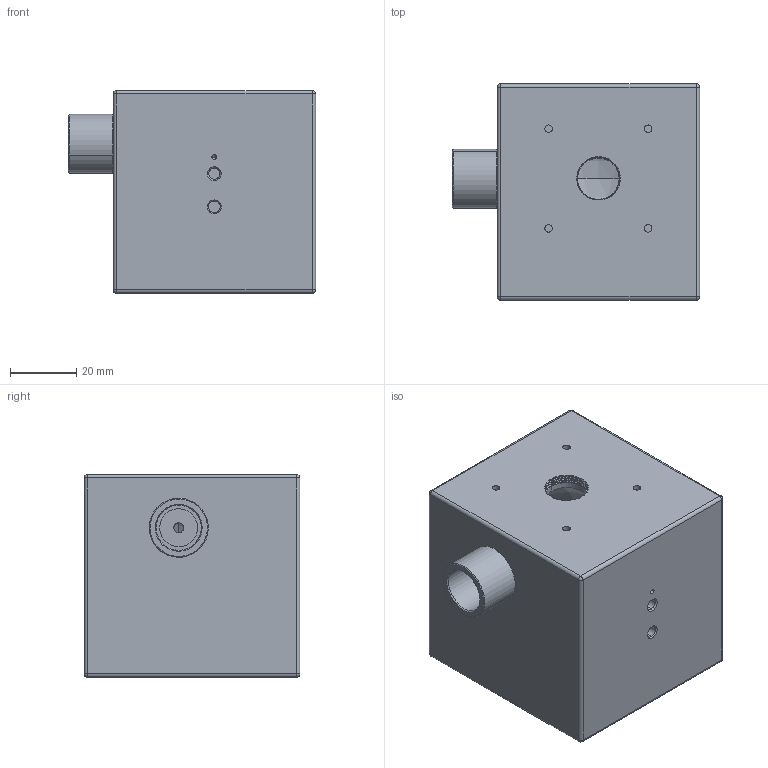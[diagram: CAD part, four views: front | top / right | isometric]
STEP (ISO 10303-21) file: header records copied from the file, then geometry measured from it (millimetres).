
FILE_DESCRIPTION (( 'STEP AP203' ), '1' );
FILE_NAME ('17553-E01.STEP', '2014-10-20T06:14:53', ( '' ), ( '' ), 'SwSTEP 2.0', 'SolidWorks 2014', '' );
FILE_SCHEMA (( 'CONFIG_CONTROL_DESIGN' ));
Length unit declared in the file: millimetre
Products named in the file (7): Body2inch; Sphere2Inch; Sphere2Inch_Teil2-4Port; Cover2inch 4port; Countersunk Flat Head Cross Recess Screw_DIN_ISO 7046-1 - M2.5 x 8 - Z --- 8N; SM05L05-Solidworks; 17553-E01
Assembly tree (9 placements, depth 2):
  17553-E01
    Body2inch
    Sphere2Inch
    Sphere2Inch_Teil2-4Port
    Cover2inch 4port
    Countersunk Flat Head Cross Recess Screw_DIN_ISO 7046-1 - M2.5 x 8 - Z --- 8N  x4
    SM05L05-Solidworks
Bounding box: 74.46 x 65 x 61.05 mm (x, y, z)
Volume: 221223.9 mm3; surface area: 83380.5 mm2
Topology: 10 solids, 10 shells, 1287 faces, 3493 edges, 2258 vertices
Faces by surface type: plane 890, cylinder 153, bspline 136, cone 86, sphere 14, torus 8
Entity records: 47233 total; most frequent: CARTESIAN_POINT 17576, ORIENTED_EDGE 6370, DIRECTION 5265, EDGE_CURVE 3185, VECTOR 2533, LINE 2533, VERTEX_POINT 2093, AXIS2_PLACEMENT_3D 1366
